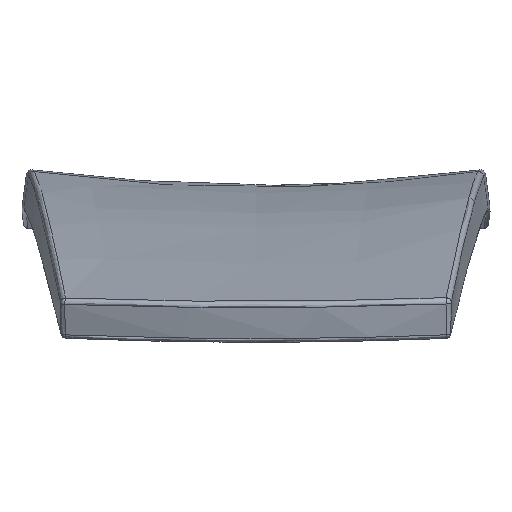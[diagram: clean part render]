
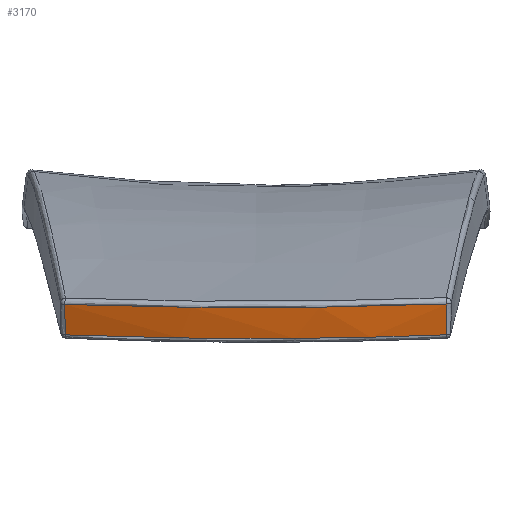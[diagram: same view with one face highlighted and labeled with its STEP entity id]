
A CAD part, front view. The second image highlights one B-rep face of the part: STEP entity #3170.
In plain terms, the highlighted free-form (B-spline) face has degree [1, 3] with [2, 6] control points.
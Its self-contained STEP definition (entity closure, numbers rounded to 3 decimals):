
#11 = CARTESIAN_POINT ( 'NONE',  ( 99.222, 46.578, 202.946 ) ) ;
#119 = CARTESIAN_POINT ( 'NONE',  ( 475.348, 57.506, 205.563 ) ) ;
#145 = CARTESIAN_POINT ( 'NONE',  ( 475.637, 46.693, 241.99 ) ) ;
#209 = CARTESIAN_POINT ( 'NONE',  ( 326.667, 40.547, 195.356 ) ) ;
#235 = VERTEX_POINT ( 'NONE', #634 ) ;
#312 = EDGE_CURVE ( 'NONE', #235, #2616, #554, .T. ) ;
#325 = CARTESIAN_POINT ( 'NONE',  ( 61.768, 51.187, 204.037 ) ) ;
#349 = CARTESIAN_POINT ( 'NONE',  ( 24.228, 50.305, 225.545 ) ) ;
#361 = B_SPLINE_CURVE_WITH_KNOTS ( 'NONE', 3,
 ( #2919, #325, #11, #3672, #1837, #1816, #756, #4691, #3287, #2203, #4715, #665, #2226, #4328, #710, #2875, #688, #372 ),
 .UNSPECIFIED., .F., .F.,
 ( 4, 2, 2, 2, 2, 2, 2, 2, 4 ),
 ( 0., 0.113, 0.142, 0.17, 0.227, 0.34, 0.396, 0.425, 0.453 ),
 .UNSPECIFIED. ) ;
#372 = CARTESIAN_POINT ( 'NONE',  ( 475.348, 57.506, 205.563 ) ) ;
#448 = ORIENTED_EDGE ( 'NONE', *, *, #4528, .T. ) ;
#554 = B_SPLINE_CURVE_WITH_KNOTS ( 'NONE', 3,
 ( #2399, #4237, #927, #4078, #4346, #1040, #3981, #775, #1395, #2584, #3691, #4443, #707, #1443, #3619, #3283, #2939, #3668 ),
 .UNSPECIFIED., .F., .F.,
 ( 4, 2, 2, 2, 2, 2, 2, 2, 4 ),
 ( 0., 0.113, 0.142, 0.17, 0.227, 0.34, 0.397, 0.425, 0.454 ),
 .UNSPECIFIED. ) ;
#634 = CARTESIAN_POINT ( 'NONE',  ( 475.637, 46.693, 241.99 ) ) ;
#653 = B_SPLINE_CURVE_WITH_KNOTS ( 'NONE', 3,
 ( #119, #4200, #3398, #917, #2389, #3472, #1587, #4124, #4509, #2336, #2027, #4584, #145 ),
 .UNSPECIFIED., .F., .F.,
 ( 4, 3, 3, 3, 4 ),
 ( 0., 0.013, 0.025, 0.032, 0.038 ),
 .UNSPECIFIED. ) ;
#665 = CARTESIAN_POINT ( 'NONE',  ( 381.847, 45.166, 202.622 ) ) ;
#688 = CARTESIAN_POINT ( 'NONE',  ( 466.033, 55.973, 205.197 ) ) ;
#707 = CARTESIAN_POINT ( 'NONE',  ( 99.008, 35.506, 239.268 ) ) ;
#710 = CARTESIAN_POINT ( 'NONE',  ( 438.015, 51.836, 204.211 ) ) ;
#756 = CARTESIAN_POINT ( 'NONE',  ( 183.984, 40.416, 201.483 ) ) ;
#775 = CARTESIAN_POINT ( 'NONE',  ( 287.615, 28.919, 237.775 ) ) ;
#917 = CARTESIAN_POINT ( 'NONE',  ( 475.443, 53.947, 217.553 ) ) ;
#927 = CARTESIAN_POINT ( 'NONE',  ( 400.788, 36.297, 239.535 ) ) ;
#956 = CARTESIAN_POINT ( 'NONE',  ( 403.53, 33.448, 245.029 ) ) ;
#1040 = CARTESIAN_POINT ( 'NONE',  ( 325.38, 30.619, 238.183 ) ) ;
#1115 = CARTESIAN_POINT ( 'NONE',  ( 24.336, 53.091, 217.517 ) ) ;
#1395 = CARTESIAN_POINT ( 'NONE',  ( 268.715, 28.483, 237.668 ) ) ;
#1443 = CARTESIAN_POINT ( 'NONE',  ( 70.855, 38.616, 239.976 ) ) ;
#1465 = CARTESIAN_POINT ( 'NONE',  ( 24.497, 57.27, 205.476 ) ) ;
#1587 = CARTESIAN_POINT ( 'NONE',  ( 475.54, 50.32, 229.772 ) ) ;
#1603 = EDGE_LOOP ( 'NONE', ( #2858, #1769, #448, #2518 ) ) ;
#1769 = ORIENTED_EDGE ( 'NONE', *, *, #4055, .T. ) ;
#1816 = CARTESIAN_POINT ( 'NONE',  ( 174.554, 40.897, 201.597 ) ) ;
#1837 = CARTESIAN_POINT ( 'NONE',  ( 155.703, 42.053, 201.872 ) ) ;
#2021 = CARTESIAN_POINT ( 'NONE',  ( 19.123, 43.544, 247.206 ) ) ;
#2027 = CARTESIAN_POINT ( 'NONE',  ( 475.605, 47.91, 237.889 ) ) ;
#2044 = CARTESIAN_POINT ( 'NONE',  ( 480.476, 45.743, 247.922 ) ) ;
#2083 = B_SPLINE_CURVE_WITH_KNOTS ( 'NONE', 3,
 ( #2154, #3648, #2587, #3216, #349, #3240, #1115, #2943, #4421, #3960 ),
 .UNSPECIFIED., .F., .F.,
 ( 4, 3, 3, 4 ),
 ( 0., 0.013, 0.025, 0.038 ),
 .UNSPECIFIED. ) ;
#2107 = CARTESIAN_POINT ( 'NONE',  ( 480., 60., 200. ) ) ;
#2154 = CARTESIAN_POINT ( 'NONE',  ( 24.016, 44.812, 241.374 ) ) ;
#2203 = CARTESIAN_POINT ( 'NONE',  ( 287.853, 38.913, 201.128 ) ) ;
#2226 = CARTESIAN_POINT ( 'NONE',  ( 400.592, 47.105, 203.084 ) ) ;
#2336 = CARTESIAN_POINT ( 'NONE',  ( 475.589, 48.519, 235.839 ) ) ;
#2381 = VERTEX_POINT ( 'NONE', #1465 ) ;
#2389 = CARTESIAN_POINT ( 'NONE',  ( 475.476, 52.738, 221.626 ) ) ;
#2394 = CARTESIAN_POINT ( 'NONE',  ( 24.016, 44.812, 241.374 ) ) ;
#2399 = CARTESIAN_POINT ( 'NONE',  ( 475.637, 46.693, 241.99 ) ) ;
#2453 = CARTESIAN_POINT ( 'NONE',  ( 96.368, 32.183, 244.682 ) ) ;
#2471 = CARTESIAN_POINT ( 'NONE',  ( 475.348, 57.506, 205.563 ) ) ;
#2518 = ORIENTED_EDGE ( 'NONE', *, *, #312, .T. ) ;
#2584 = CARTESIAN_POINT ( 'NONE',  ( 211.973, 28.283, 237.61 ) ) ;
#2587 = CARTESIAN_POINT ( 'NONE',  ( 24.122, 47.545, 233.497 ) ) ;
#2616 = VERTEX_POINT ( 'NONE', #2394 ) ;
#2855 = CARTESIAN_POINT ( 'NONE',  ( 20., 60., 200. ) ) ;
#2858 = ORIENTED_EDGE ( 'NONE', *, *, #4148, .T. ) ;
#2875 = CARTESIAN_POINT ( 'NONE',  ( 456.701, 54.532, 204.854 ) ) ;
#2919 = CARTESIAN_POINT ( 'NONE',  ( 24.497, 57.27, 205.476 ) ) ;
#2939 = CARTESIAN_POINT ( 'NONE',  ( 33.367, 43.441, 241.066 ) ) ;
#2943 = CARTESIAN_POINT ( 'NONE',  ( 24.39, 54.483, 213.504 ) ) ;
#3130 = CARTESIAN_POINT ( 'NONE',  ( 96.667, 47.031, 196.904 ) ) ;
#3170 = ADVANCED_FACE ( 'NONE', ( #3963 ), #4708, .T. ) ;
#3216 = CARTESIAN_POINT ( 'NONE',  ( 24.175, 48.912, 229.558 ) ) ;
#3240 = CARTESIAN_POINT ( 'NONE',  ( 24.282, 51.698, 221.531 ) ) ;
#3283 = CARTESIAN_POINT ( 'NONE',  ( 42.731, 42.15, 240.776 ) ) ;
#3287 = CARTESIAN_POINT ( 'NONE',  ( 231.164, 38.883, 201.118 ) ) ;
#3398 = CARTESIAN_POINT ( 'NONE',  ( 475.412, 55.133, 213.556 ) ) ;
#3472 = CARTESIAN_POINT ( 'NONE',  ( 475.508, 51.529, 225.699 ) ) ;
#3514 = CARTESIAN_POINT ( 'NONE',  ( 173.333, 40.547, 195.356 ) ) ;
#3619 = CARTESIAN_POINT ( 'NONE',  ( 61.476, 39.738, 240.23 ) ) ;
#3648 = CARTESIAN_POINT ( 'NONE',  ( 24.069, 46.179, 237.436 ) ) ;
#3668 = CARTESIAN_POINT ( 'NONE',  ( 24.016, 44.812, 241.374 ) ) ;
#3672 = CARTESIAN_POINT ( 'NONE',  ( 146.278, 42.727, 202.032 ) ) ;
#3691 = CARTESIAN_POINT ( 'NONE',  ( 174.246, 29.635, 237.922 ) ) ;
#3873 = VERTEX_POINT ( 'NONE', #2471 ) ;
#3919 = CARTESIAN_POINT ( 'NONE',  ( 173.203, 26.442, 243.327 ) ) ;
#3940 = CARTESIAN_POINT ( 'NONE',  ( 326.797, 27.082, 243.51 ) ) ;
#3960 = CARTESIAN_POINT ( 'NONE',  ( 24.497, 57.27, 205.476 ) ) ;
#3963 = FACE_OUTER_BOUND ( 'NONE', #1603, .T. ) ;
#3981 = CARTESIAN_POINT ( 'NONE',  ( 315.941, 30.125, 238.065 ) ) ;
#4055 = EDGE_CURVE ( 'NONE', #2381, #3873, #361, .T. ) ;
#4078 = CARTESIAN_POINT ( 'NONE',  ( 353.683, 32.465, 238.623 ) ) ;
#4124 = CARTESIAN_POINT ( 'NONE',  ( 475.556, 49.72, 231.794 ) ) ;
#4148 = EDGE_CURVE ( 'NONE', #2616, #2381, #2083, .T. ) ;
#4200 = CARTESIAN_POINT ( 'NONE',  ( 475.38, 56.32, 209.559 ) ) ;
#4237 = CARTESIAN_POINT ( 'NONE',  ( 438.297, 40.804, 240.602 ) ) ;
#4328 = CARTESIAN_POINT ( 'NONE',  ( 428.665, 50.582, 203.913 ) ) ;
#4346 = CARTESIAN_POINT ( 'NONE',  ( 344.249, 31.788, 238.462 ) ) ;
#4421 = CARTESIAN_POINT ( 'NONE',  ( 24.443, 55.877, 209.49 ) ) ;
#4443 = CARTESIAN_POINT ( 'NONE',  ( 117.799, 33.774, 238.872 ) ) ;
#4509 = CARTESIAN_POINT ( 'NONE',  ( 475.572, 49.119, 233.816 ) ) ;
#4528 = EDGE_CURVE ( 'NONE', #3873, #235, #653, .T. ) ;
#4584 = CARTESIAN_POINT ( 'NONE',  ( 475.621, 47.301, 239.94 ) ) ;
#4673 = CARTESIAN_POINT ( 'NONE',  ( 403.333, 47.031, 196.904 ) ) ;
#4691 = CARTESIAN_POINT ( 'NONE',  ( 212.283, 39.263, 201.209 ) ) ;
#4708 = B_SPLINE_SURFACE_WITH_KNOTS ( 'NONE', 1, 3, ( 
 ( #2021, #2453, #3919, #3940, #956, #2044 ),
 ( #2855, #3130, #3514, #209, #4673, #2107 ) ),
 .UNSPECIFIED., .F., .F., .F.,
 ( 2, 2 ),
 ( 4, 2, 4 ),
 ( 0., 1. ),
 ( 0., 0.5, 1. ),
 .UNSPECIFIED. ) ;
#4715 = CARTESIAN_POINT ( 'NONE',  ( 325.522, 40.496, 201.507 ) ) ;
